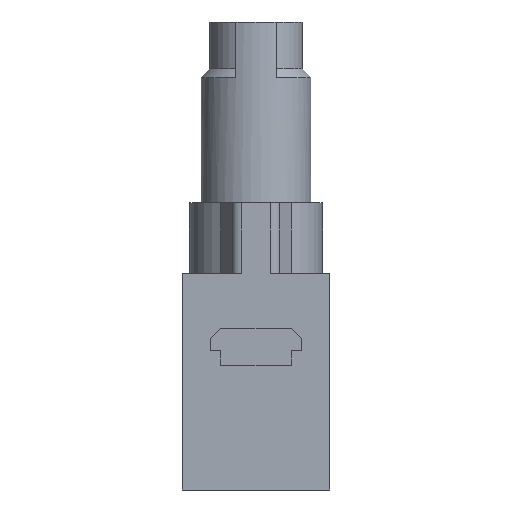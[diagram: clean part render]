
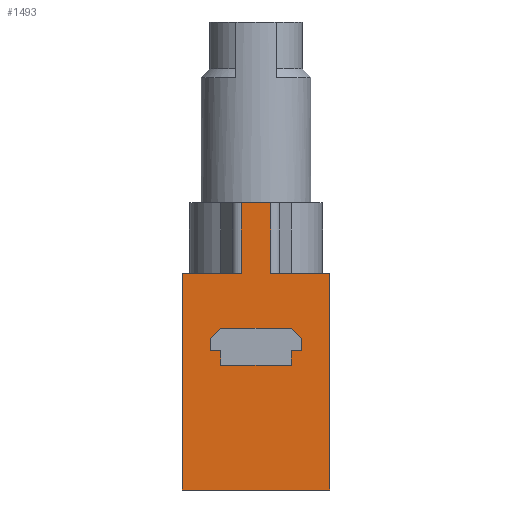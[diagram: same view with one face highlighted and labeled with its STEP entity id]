
A CAD part, front view. The second image highlights one B-rep face of the part: STEP entity #1493.
In plain terms, the highlighted planar face has unit normal (0, -1, 0).
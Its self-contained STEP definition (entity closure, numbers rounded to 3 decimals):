
#1000=PLANE('',#7113);
#1493=ADVANCED_FACE('',(#1785,#1786),#1000,.T.);
#1785=FACE_BOUND('',#1995,.T.);
#1786=FACE_BOUND('',#1996,.T.);
#1995=EDGE_LOOP('',(#2820,#2821,#2822,#2823,#2824,#2825,#2826,#2827));
#1996=EDGE_LOOP('',(#2828,#2829,#2830,#2831,#2832,#2833,#2834,#2835,#2836,
#2837));
#2820=ORIENTED_EDGE('',*,*,#4365,.F.);
#2821=ORIENTED_EDGE('',*,*,#4034,.T.);
#2822=ORIENTED_EDGE('',*,*,#4103,.F.);
#2823=ORIENTED_EDGE('',*,*,#4373,.F.);
#2824=ORIENTED_EDGE('',*,*,#4138,.F.);
#2825=ORIENTED_EDGE('',*,*,#4335,.T.);
#2826=ORIENTED_EDGE('',*,*,#4368,.F.);
#2827=ORIENTED_EDGE('',*,*,#4330,.T.);
#2828=ORIENTED_EDGE('',*,*,#4258,.F.);
#2829=ORIENTED_EDGE('',*,*,#4256,.T.);
#2830=ORIENTED_EDGE('',*,*,#4254,.T.);
#2831=ORIENTED_EDGE('',*,*,#4252,.T.);
#2832=ORIENTED_EDGE('',*,*,#4250,.T.);
#2833=ORIENTED_EDGE('',*,*,#4248,.T.);
#2834=ORIENTED_EDGE('',*,*,#4029,.F.);
#2835=ORIENTED_EDGE('',*,*,#4201,.T.);
#2836=ORIENTED_EDGE('',*,*,#4198,.T.);
#2837=ORIENTED_EDGE('',*,*,#4205,.F.);
#3541=VERTEX_POINT('',#9135);
#3542=VERTEX_POINT('',#9136);
#3546=VERTEX_POINT('',#9145);
#3547=VERTEX_POINT('',#9147);
#3614=VERTEX_POINT('',#9367);
#3649=VERTEX_POINT('',#9505);
#3650=VERTEX_POINT('',#9506);
#3708=VERTEX_POINT('',#9737);
#3710=VERTEX_POINT('',#9740);
#3713=VERTEX_POINT('',#9751);
#3751=VERTEX_POINT('',#9905);
#3752=VERTEX_POINT('',#9909);
#3753=VERTEX_POINT('',#9913);
#3754=VERTEX_POINT('',#9917);
#3755=VERTEX_POINT('',#9921);
#3809=VERTEX_POINT('',#10096);
#3811=VERTEX_POINT('',#10099);
#3814=VERTEX_POINT('',#10107);
#4029=EDGE_CURVE('',#3541,#3542,#5446,.T.);
#4034=EDGE_CURVE('',#3547,#3546,#5451,.T.);
#4103=EDGE_CURVE('',#3614,#3546,#5512,.T.);
#4138=EDGE_CURVE('',#3649,#3650,#5523,.T.);
#4198=EDGE_CURVE('',#3710,#3708,#5543,.T.);
#4201=EDGE_CURVE('',#3541,#3710,#5546,.T.);
#4205=EDGE_CURVE('',#3713,#3708,#5550,.T.);
#4248=EDGE_CURVE('',#3751,#3542,#5571,.T.);
#4250=EDGE_CURVE('',#3752,#3751,#5573,.T.);
#4252=EDGE_CURVE('',#3753,#3752,#5575,.T.);
#4254=EDGE_CURVE('',#3754,#3753,#5577,.T.);
#4256=EDGE_CURVE('',#3755,#3754,#5579,.T.);
#4258=EDGE_CURVE('',#3755,#3713,#5581,.T.);
#4330=EDGE_CURVE('',#3811,#3809,#5624,.T.);
#4335=EDGE_CURVE('',#3649,#3814,#5627,.T.);
#4365=EDGE_CURVE('',#3547,#3809,#5648,.T.);
#4368=EDGE_CURVE('',#3811,#3814,#5650,.T.);
#4373=EDGE_CURVE('',#3650,#3614,#5651,.T.);
#5446=LINE('',#9134,#5977);
#5451=LINE('',#9146,#5982);
#5512=LINE('',#9369,#6043);
#5523=LINE('',#9504,#6054);
#5543=LINE('',#9739,#6074);
#5546=LINE('',#9745,#6077);
#5550=LINE('',#9752,#6081);
#5571=LINE('',#9904,#6102);
#5573=LINE('',#9908,#6104);
#5575=LINE('',#9912,#6106);
#5577=LINE('',#9916,#6108);
#5579=LINE('',#9920,#6110);
#5581=LINE('',#9924,#6112);
#5624=LINE('',#10098,#6155);
#5627=LINE('',#10108,#6158);
#5648=LINE('',#10164,#6179);
#5650=LINE('',#10168,#6181);
#5651=LINE('',#10180,#6182);
#5977=VECTOR('',#7467,1.);
#5982=VECTOR('',#7474,1.);
#6043=VECTOR('',#7547,1.);
#6054=VECTOR('',#7564,1.);
#6074=VECTOR('',#7644,1.);
#6077=VECTOR('',#7649,1.);
#6081=VECTOR('',#7655,1.);
#6102=VECTOR('',#7780,1.);
#6104=VECTOR('',#7784,1.);
#6106=VECTOR('',#7788,1.);
#6108=VECTOR('',#7792,1.);
#6110=VECTOR('',#7796,1.);
#6112=VECTOR('',#7800,1.);
#6155=VECTOR('',#7931,1.);
#6158=VECTOR('',#7940,1.);
#6179=VECTOR('',#8007,1.);
#6181=VECTOR('',#8013,1.);
#6182=VECTOR('',#8032,1.);
#7113=AXIS2_PLACEMENT_3D('',#10183,#8036,#8037);
#7467=DIRECTION('',(1.,0.,0.));
#7474=DIRECTION('',(0.,0.,-1.));
#7547=DIRECTION('',(-1.,0.,0.));
#7564=DIRECTION('',(1.,0.,0.));
#7644=DIRECTION('',(-1.,0.,0.));
#7649=DIRECTION('',(0.,0.,-1.));
#7655=DIRECTION('',(0.,0.,-1.));
#7780=DIRECTION('',(0.,0.,-1.));
#7784=DIRECTION('',(0.707,0.,-0.707));
#7788=DIRECTION('',(1.,0.,0.));
#7792=DIRECTION('',(0.707,0.,0.707));
#7796=DIRECTION('',(0.,0.,1.));
#7800=DIRECTION('',(1.,0.,0.));
#7931=DIRECTION('',(0.,0.,-1.));
#7940=DIRECTION('',(0.,0.,1.));
#8007=DIRECTION('',(1.,0.,0.));
#8013=DIRECTION('',(1.,0.,0.));
#8032=DIRECTION('',(0.,0.,-1.));
#8036=DIRECTION('',(0.,-1.,0.));
#8037=DIRECTION('',(0.,0.,-1.));
#9134=CARTESIAN_POINT('',(7.3,-15.1,1.45));
#9135=CARTESIAN_POINT('',(3.475,-15.1,1.45));
#9136=CARTESIAN_POINT('',(4.475,-15.1,1.45));
#9145=CARTESIAN_POINT('',(-7.325,-15.1,-12.35));
#9146=CARTESIAN_POINT('',(-7.325,-15.1,1.45));
#9147=CARTESIAN_POINT('',(-7.325,-15.1,9.1));
#9367=CARTESIAN_POINT('',(7.325,-15.1,-12.35));
#9369=CARTESIAN_POINT('',(7.3,-15.1,-12.35));
#9504=CARTESIAN_POINT('',(7.3,-15.1,9.1));
#9505=CARTESIAN_POINT('',(1.457,-15.1,9.1));
#9506=CARTESIAN_POINT('',(7.325,-15.1,9.1));
#9737=CARTESIAN_POINT('',(-3.475,-15.1,0.));
#9739=CARTESIAN_POINT('',(3.475,-15.1,0.));
#9740=CARTESIAN_POINT('',(3.475,-15.1,0.));
#9745=CARTESIAN_POINT('',(3.475,-15.1,1.45));
#9751=CARTESIAN_POINT('',(-3.475,-15.1,1.45));
#9752=CARTESIAN_POINT('',(-3.475,-15.1,1.45));
#9904=CARTESIAN_POINT('',(4.475,-15.1,1.45));
#9905=CARTESIAN_POINT('',(4.475,-15.1,2.65));
#9908=CARTESIAN_POINT('',(6.488,-15.1,0.638));
#9909=CARTESIAN_POINT('',(3.475,-15.1,3.65));
#9912=CARTESIAN_POINT('',(7.3,-15.1,3.65));
#9913=CARTESIAN_POINT('',(-3.475,-15.1,3.65));
#9916=CARTESIAN_POINT('',(0.812,-15.1,7.938));
#9917=CARTESIAN_POINT('',(-4.475,-15.1,2.65));
#9920=CARTESIAN_POINT('',(-4.475,-15.1,1.45));
#9921=CARTESIAN_POINT('',(-4.475,-15.1,1.45));
#9924=CARTESIAN_POINT('',(7.3,-15.1,1.45));
#10096=CARTESIAN_POINT('',(-1.457,-15.1,9.1));
#10098=CARTESIAN_POINT('',(-1.457,-15.1,1.45));
#10099=CARTESIAN_POINT('',(-1.457,-15.1,16.1));
#10107=CARTESIAN_POINT('',(1.457,-15.1,16.1));
#10108=CARTESIAN_POINT('',(1.457,-15.1,1.45));
#10164=CARTESIAN_POINT('',(7.3,-15.1,9.1));
#10168=CARTESIAN_POINT('',(7.3,-15.1,16.1));
#10180=CARTESIAN_POINT('',(7.325,-15.1,9.1));
#10183=CARTESIAN_POINT('',(7.3,-15.1,1.45));
